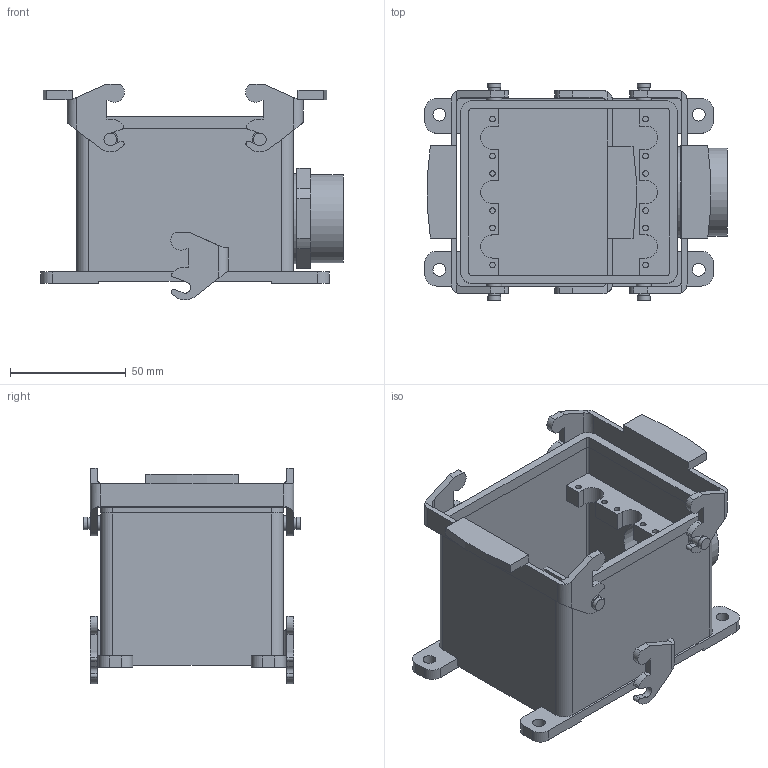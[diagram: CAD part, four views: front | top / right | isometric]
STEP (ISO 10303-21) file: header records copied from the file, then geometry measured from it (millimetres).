
FILE_DESCRIPTION( ( 'Unknown' ), '1' );
FILE_NAME( 'H_A_48_SGR_NPT_1_ASM.stp', 'Unknown', ( 'Unknown' ), ( 'Unknown' ), 'PSStep 11.0', 'Unknown', ' ' );
FILE_SCHEMA( ( 'AUTOMOTIVE_DESIGN { 1 0 10303 214 1 1 1 1 }' ) );
Length unit declared in the file: millimetre
Products named in the file (3): Assem1; H_B_32_QB; H_A_48_SGR_NPT_1
Bounding box: 130.5 x 93.8 x 93.2 mm (x, y, z)
Volume: 268769.6 mm3; surface area: 159743.4 mm2
Topology: 5 solids, 5 shells, 459 faces, 1273 edges, 862 vertices
Faces by surface type: plane 262, cylinder 195, cone 2
Full cylindrical faces by diameter (mm): 2.459 x24, 4.9 x8, 5.5 x16, 6.5 x8, 28 x2, 30.411 x2, 38 x2, 39 x2
Entity records: 8059 total; most frequent: DIRECTION 1117, CARTESIAN_POINT 1088, ORIENTED_EDGE 1028, EDGE_CURVE 514, AXIS2_PLACEMENT_3D 392, VERTEX_POINT 363, LINE 333, VECTOR 333
